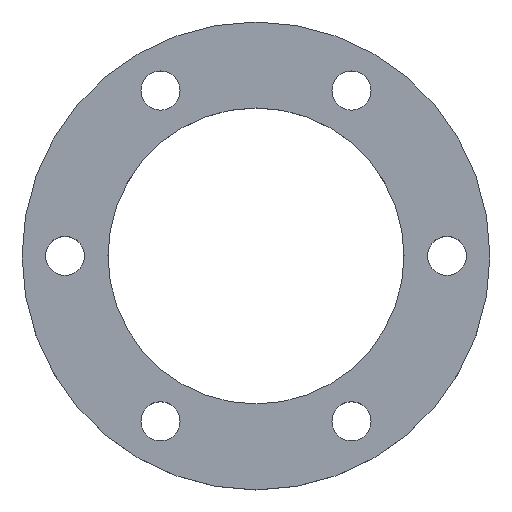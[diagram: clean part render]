
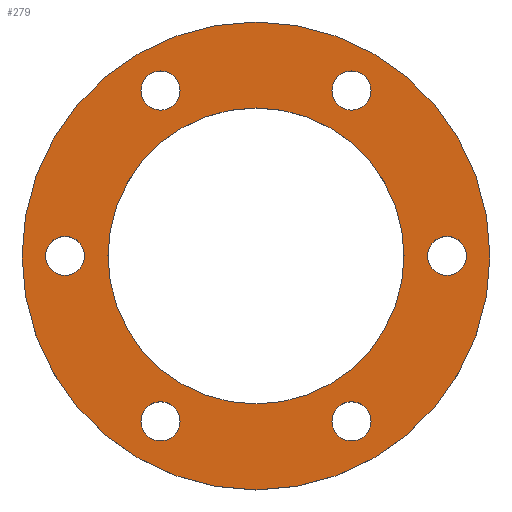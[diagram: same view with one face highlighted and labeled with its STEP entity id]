
A CAD part, top view. The second image highlights one B-rep face of the part: STEP entity #279.
In plain terms, the highlighted planar face has unit normal (0, 0, 1).
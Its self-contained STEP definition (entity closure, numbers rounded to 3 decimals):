
#1 = EDGE_CURVE ( 'NONE', #461, #495, #127, .T. ) ;
#3 = CARTESIAN_POINT ( 'NONE',  ( 15.9, 34.641, 5. ) ) ;
#4 = VERTEX_POINT ( 'NONE', #331 ) ;
#6 = DIRECTION ( 'NONE',  ( 0., 0., 1. ) ) ;
#10 = EDGE_CURVE ( 'NONE', #113, #268, #184, .T. ) ;
#13 = CIRCLE ( 'NONE', #174, 4.1 ) ;
#17 = ORIENTED_EDGE ( 'NONE', *, *, #634, .F. ) ;
#21 = CARTESIAN_POINT ( 'NONE',  ( -44.1, 0., 5. ) ) ;
#28 = CARTESIAN_POINT ( 'NONE',  ( -20., 34.641, 5. ) ) ;
#42 = ORIENTED_EDGE ( 'NONE', *, *, #259, .T. ) ;
#44 = CARTESIAN_POINT ( 'NONE',  ( 0., 0., 5. ) ) ;
#45 = EDGE_LOOP ( 'NONE', ( #42, #651 ) ) ;
#52 = DIRECTION ( 'NONE',  ( 1., 0., 0. ) ) ;
#55 = CARTESIAN_POINT ( 'NONE',  ( -24.1, -34.641, 5. ) ) ;
#56 = ORIENTED_EDGE ( 'NONE', *, *, #599, .F. ) ;
#58 = FACE_BOUND ( 'NONE', #310, .T. ) ;
#59 = EDGE_LOOP ( 'NONE', ( #17, #441 ) ) ;
#62 = EDGE_CURVE ( 'NONE', #4, #572, #13, .T. ) ;
#65 = ORIENTED_EDGE ( 'NONE', *, *, #297, .F. ) ;
#68 = DIRECTION ( 'NONE',  ( 0., 0., 1. ) ) ;
#71 = AXIS2_PLACEMENT_3D ( 'NONE', #28, #552, #643 ) ;
#73 = CIRCLE ( 'NONE', #166, 4.1 ) ;
#74 = DIRECTION ( 'NONE',  ( 1., 0., 0. ) ) ;
#76 = DIRECTION ( 'NONE',  ( 1., 0., 0. ) ) ;
#78 = VERTEX_POINT ( 'NONE', #633 ) ;
#81 = CARTESIAN_POINT ( 'NONE',  ( -15.9, 34.641, 5. ) ) ;
#84 = AXIS2_PLACEMENT_3D ( 'NONE', #44, #455, #267 ) ;
#88 = CARTESIAN_POINT ( 'NONE',  ( 15.9, -34.641, 5. ) ) ;
#98 = ORIENTED_EDGE ( 'NONE', *, *, #62, .F. ) ;
#101 = PLANE ( 'NONE',  #628 ) ;
#104 = CIRCLE ( 'NONE', #526, 31. ) ;
#107 = AXIS2_PLACEMENT_3D ( 'NONE', #233, #427, #76 ) ;
#113 = VERTEX_POINT ( 'NONE', #538 ) ;
#117 = EDGE_LOOP ( 'NONE', ( #436, #65 ) ) ;
#122 = CARTESIAN_POINT ( 'NONE',  ( 20., -34.641, 5. ) ) ;
#123 = EDGE_CURVE ( 'NONE', #78, #603, #153, .T. ) ;
#127 = CIRCLE ( 'NONE', #107, 4.1 ) ;
#129 = AXIS2_PLACEMENT_3D ( 'NONE', #257, #205, #406 ) ;
#131 = DIRECTION ( 'NONE',  ( 0., 0., 1. ) ) ;
#147 = EDGE_CURVE ( 'NONE', #572, #4, #486, .T. ) ;
#148 = DIRECTION ( 'NONE',  ( 1., 0., 0. ) ) ;
#149 = CARTESIAN_POINT ( 'NONE',  ( 20., -34.641, 5. ) ) ;
#153 = CIRCLE ( 'NONE', #71, 4.1 ) ;
#154 = ORIENTED_EDGE ( 'NONE', *, *, #266, .F. ) ;
#160 = DIRECTION ( 'NONE',  ( 0., 0., 1. ) ) ;
#166 = AXIS2_PLACEMENT_3D ( 'NONE', #460, #160, #415 ) ;
#168 = EDGE_CURVE ( 'NONE', #258, #320, #465, .T. ) ;
#169 = DIRECTION ( 'NONE',  ( 0., 0., 1. ) ) ;
#170 = EDGE_LOOP ( 'NONE', ( #98, #222 ) ) ;
#174 = AXIS2_PLACEMENT_3D ( 'NONE', #122, #68, #74 ) ;
#175 = CIRCLE ( 'NONE', #129, 31. ) ;
#183 = ORIENTED_EDGE ( 'NONE', *, *, #168, .F. ) ;
#184 = CIRCLE ( 'NONE', #236, 4.1 ) ;
#193 = CARTESIAN_POINT ( 'NONE',  ( 35.9, 0., 5. ) ) ;
#198 = CARTESIAN_POINT ( 'NONE',  ( -20., 34.641, 5. ) ) ;
#199 = CARTESIAN_POINT ( 'NONE',  ( 20., 34.641, 5. ) ) ;
#205 = DIRECTION ( 'NONE',  ( 0., 0., 1. ) ) ;
#208 = EDGE_CURVE ( 'NONE', #268, #113, #223, .T. ) ;
#209 = DIRECTION ( 'NONE',  ( 1., 0., 0. ) ) ;
#211 = CARTESIAN_POINT ( 'NONE',  ( 0., 0., 5. ) ) ;
#221 = CARTESIAN_POINT ( 'NONE',  ( 44.1, 0., 5. ) ) ;
#222 = ORIENTED_EDGE ( 'NONE', *, *, #147, .F. ) ;
#223 = CIRCLE ( 'NONE', #416, 4.1 ) ;
#224 = CIRCLE ( 'NONE', #529, 4.1 ) ;
#233 = CARTESIAN_POINT ( 'NONE',  ( -40., 0., 5. ) ) ;
#236 = AXIS2_PLACEMENT_3D ( 'NONE', #581, #287, #375 ) ;
#246 = AXIS2_PLACEMENT_3D ( 'NONE', #198, #396, #148 ) ;
#248 = CARTESIAN_POINT ( 'NONE',  ( 0., 0., 5. ) ) ;
#249 = AXIS2_PLACEMENT_3D ( 'NONE', #149, #339, #342 ) ;
#257 = CARTESIAN_POINT ( 'NONE',  ( 0., 0., 5. ) ) ;
#258 = VERTEX_POINT ( 'NONE', #354 ) ;
#259 = EDGE_CURVE ( 'NONE', #655, #545, #475, .T. ) ;
#262 = EDGE_LOOP ( 'NONE', ( #183, #370 ) ) ;
#263 = CARTESIAN_POINT ( 'NONE',  ( -31., 0., 5. ) ) ;
#265 = CARTESIAN_POINT ( 'NONE',  ( -49., 0., 5. ) ) ;
#266 = EDGE_CURVE ( 'NONE', #495, #461, #73, .T. ) ;
#267 = DIRECTION ( 'NONE',  ( 1., 0., 0. ) ) ;
#268 = VERTEX_POINT ( 'NONE', #3 ) ;
#271 = FACE_BOUND ( 'NONE', #170, .T. ) ;
#277 = CARTESIAN_POINT ( 'NONE',  ( 31., 0., 5. ) ) ;
#279 = ADVANCED_FACE ( 'NONE', ( #58, #311, #319, #622, #271, #620, #356, #558 ), #101, .T. ) ;
#285 = EDGE_CURVE ( 'NONE', #521, #568, #224, .T. ) ;
#287 = DIRECTION ( 'NONE',  ( 0., 0., 1. ) ) ;
#291 = VERTEX_POINT ( 'NONE', #263 ) ;
#297 = EDGE_CURVE ( 'NONE', #568, #521, #417, .T. ) ;
#299 = DIRECTION ( 'NONE',  ( 0., 0., 1. ) ) ;
#310 = EDGE_LOOP ( 'NONE', ( #549, #456 ) ) ;
#311 = FACE_BOUND ( 'NONE', #59, .T. ) ;
#319 = FACE_BOUND ( 'NONE', #373, .T. ) ;
#320 = VERTEX_POINT ( 'NONE', #55 ) ;
#321 = AXIS2_PLACEMENT_3D ( 'NONE', #551, #131, #337 ) ;
#326 = EDGE_CURVE ( 'NONE', #545, #655, #428, .T. ) ;
#331 = CARTESIAN_POINT ( 'NONE',  ( 24.1, -34.641, 5. ) ) ;
#332 = EDGE_CURVE ( 'NONE', #291, #418, #175, .T. ) ;
#337 = DIRECTION ( 'NONE',  ( 1., 0., 0. ) ) ;
#339 = DIRECTION ( 'NONE',  ( 0., 0., 1. ) ) ;
#340 = ORIENTED_EDGE ( 'NONE', *, *, #332, .F. ) ;
#342 = DIRECTION ( 'NONE',  ( 1., 0., 0. ) ) ;
#351 = CARTESIAN_POINT ( 'NONE',  ( -20., -34.641, 5. ) ) ;
#354 = CARTESIAN_POINT ( 'NONE',  ( -15.9, -34.641, 5. ) ) ;
#356 = FACE_OUTER_BOUND ( 'NONE', #45, .T. ) ;
#359 = CIRCLE ( 'NONE', #246, 4.1 ) ;
#366 = DIRECTION ( 'NONE',  ( 1., 0., 0. ) ) ;
#370 = ORIENTED_EDGE ( 'NONE', *, *, #569, .F. ) ;
#373 = EDGE_LOOP ( 'NONE', ( #474, #154 ) ) ;
#375 = DIRECTION ( 'NONE',  ( 1., 0., 0. ) ) ;
#396 = DIRECTION ( 'NONE',  ( 0., 0., 1. ) ) ;
#406 = DIRECTION ( 'NONE',  ( 1., 0., 0. ) ) ;
#412 = CARTESIAN_POINT ( 'NONE',  ( 40., 0., 5. ) ) ;
#415 = DIRECTION ( 'NONE',  ( 1., 0., 0. ) ) ;
#416 = AXIS2_PLACEMENT_3D ( 'NONE', #199, #299, #443 ) ;
#417 = CIRCLE ( 'NONE', #619, 4.1 ) ;
#418 = VERTEX_POINT ( 'NONE', #277 ) ;
#427 = DIRECTION ( 'NONE',  ( 0., 0., 1. ) ) ;
#428 = CIRCLE ( 'NONE', #84, 49. ) ;
#430 = CARTESIAN_POINT ( 'NONE',  ( -35.9, 0., 5. ) ) ;
#436 = ORIENTED_EDGE ( 'NONE', *, *, #285, .F. ) ;
#437 = CARTESIAN_POINT ( 'NONE',  ( 49., 0., 5. ) ) ;
#441 = ORIENTED_EDGE ( 'NONE', *, *, #123, .F. ) ;
#443 = DIRECTION ( 'NONE',  ( 1., 0., 0. ) ) ;
#445 = AXIS2_PLACEMENT_3D ( 'NONE', #566, #513, #209 ) ;
#455 = DIRECTION ( 'NONE',  ( 0., 0., 1. ) ) ;
#456 = ORIENTED_EDGE ( 'NONE', *, *, #208, .F. ) ;
#460 = CARTESIAN_POINT ( 'NONE',  ( -40., 0., 5. ) ) ;
#461 = VERTEX_POINT ( 'NONE', #430 ) ;
#464 = CARTESIAN_POINT ( 'NONE',  ( 40., 0., 5. ) ) ;
#465 = CIRCLE ( 'NONE', #573, 4.1 ) ;
#474 = ORIENTED_EDGE ( 'NONE', *, *, #1, .F. ) ;
#475 = CIRCLE ( 'NONE', #445, 49. ) ;
#481 = EDGE_LOOP ( 'NONE', ( #340, #56 ) ) ;
#486 = CIRCLE ( 'NONE', #249, 4.1 ) ;
#495 = VERTEX_POINT ( 'NONE', #21 ) ;
#501 = DIRECTION ( 'NONE',  ( 0., 0., 1. ) ) ;
#504 = DIRECTION ( 'NONE',  ( 1., 0., 0. ) ) ;
#513 = DIRECTION ( 'NONE',  ( 0., 0., 1. ) ) ;
#521 = VERTEX_POINT ( 'NONE', #221 ) ;
#526 = AXIS2_PLACEMENT_3D ( 'NONE', #248, #649, #536 ) ;
#529 = AXIS2_PLACEMENT_3D ( 'NONE', #464, #6, #52 ) ;
#536 = DIRECTION ( 'NONE',  ( 1., 0., 0. ) ) ;
#538 = CARTESIAN_POINT ( 'NONE',  ( 24.1, 34.641, 5. ) ) ;
#545 = VERTEX_POINT ( 'NONE', #437 ) ;
#549 = ORIENTED_EDGE ( 'NONE', *, *, #10, .F. ) ;
#551 = CARTESIAN_POINT ( 'NONE',  ( -20., -34.641, 5. ) ) ;
#552 = DIRECTION ( 'NONE',  ( 0., 0., 1. ) ) ;
#555 = DIRECTION ( 'NONE',  ( 0., 0., 1. ) ) ;
#558 = FACE_BOUND ( 'NONE', #481, .T. ) ;
#566 = CARTESIAN_POINT ( 'NONE',  ( 0., 0., 5. ) ) ;
#568 = VERTEX_POINT ( 'NONE', #193 ) ;
#569 = EDGE_CURVE ( 'NONE', #320, #258, #604, .T. ) ;
#572 = VERTEX_POINT ( 'NONE', #88 ) ;
#573 = AXIS2_PLACEMENT_3D ( 'NONE', #351, #555, #598 ) ;
#581 = CARTESIAN_POINT ( 'NONE',  ( 20., 34.641, 5. ) ) ;
#598 = DIRECTION ( 'NONE',  ( 1., 0., 0. ) ) ;
#599 = EDGE_CURVE ( 'NONE', #418, #291, #104, .T. ) ;
#603 = VERTEX_POINT ( 'NONE', #81 ) ;
#604 = CIRCLE ( 'NONE', #321, 4.1 ) ;
#619 = AXIS2_PLACEMENT_3D ( 'NONE', #412, #501, #366 ) ;
#620 = FACE_BOUND ( 'NONE', #117, .T. ) ;
#622 = FACE_BOUND ( 'NONE', #262, .T. ) ;
#628 = AXIS2_PLACEMENT_3D ( 'NONE', #211, #169, #504 ) ;
#633 = CARTESIAN_POINT ( 'NONE',  ( -24.1, 34.641, 5. ) ) ;
#634 = EDGE_CURVE ( 'NONE', #603, #78, #359, .T. ) ;
#643 = DIRECTION ( 'NONE',  ( 1., 0., 0. ) ) ;
#649 = DIRECTION ( 'NONE',  ( 0., 0., 1. ) ) ;
#651 = ORIENTED_EDGE ( 'NONE', *, *, #326, .T. ) ;
#655 = VERTEX_POINT ( 'NONE', #265 ) ;
